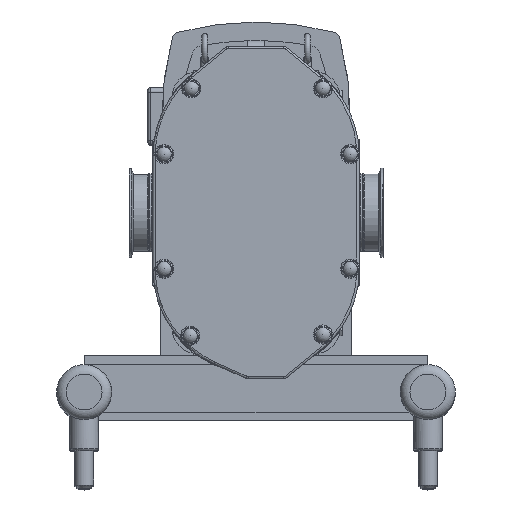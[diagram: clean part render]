
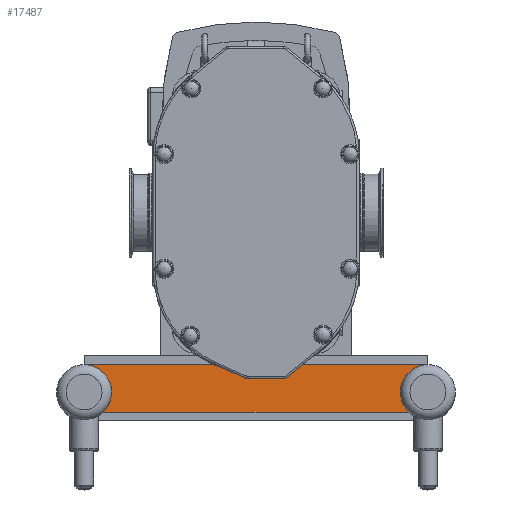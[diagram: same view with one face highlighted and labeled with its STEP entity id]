
A CAD part, top view. The second image highlights one B-rep face of the part: STEP entity #17487.
In plain terms, the highlighted planar face has unit normal (0, 0, 1).
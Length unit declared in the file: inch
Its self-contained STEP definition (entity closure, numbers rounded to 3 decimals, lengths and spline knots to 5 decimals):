
#930=CIRCLE('',#18571,1.44);
#931=CIRCLE('',#18572,1.44);
#2220=FACE_OUTER_BOUND('',#3232,.T.);
#3232=EDGE_LOOP('',(#11679,#11680,#11681,#11682,#11683,#11684));
#4347=LINE('',#26378,#5665);
#4348=LINE('',#26381,#5666);
#4349=LINE('',#26385,#5667);
#4350=LINE('',#26388,#5668);
#5665=VECTOR('',#20760,0.3937);
#5666=VECTOR('',#20763,0.3937);
#5667=VECTOR('',#20766,0.3937);
#5668=VECTOR('',#20769,0.3937);
#7013=VERTEX_POINT('',#26371);
#7015=VERTEX_POINT('',#26376);
#7016=VERTEX_POINT('',#26380);
#7017=VERTEX_POINT('',#26382);
#7018=VERTEX_POINT('',#26384);
#7019=VERTEX_POINT('',#26386);
#8865=EDGE_CURVE('',#7013,#7015,#4347,.T.);
#8866=EDGE_CURVE('',#7015,#7016,#4348,.T.);
#8867=EDGE_CURVE('',#7016,#7017,#930,.T.);
#8868=EDGE_CURVE('',#7017,#7018,#4349,.T.);
#8869=EDGE_CURVE('',#7018,#7019,#931,.T.);
#8870=EDGE_CURVE('',#7019,#7013,#4350,.T.);
#11679=ORIENTED_EDGE('',*,*,#8865,.T.);
#11680=ORIENTED_EDGE('',*,*,#8866,.T.);
#11681=ORIENTED_EDGE('',*,*,#8867,.T.);
#11682=ORIENTED_EDGE('',*,*,#8868,.T.);
#11683=ORIENTED_EDGE('',*,*,#8869,.T.);
#11684=ORIENTED_EDGE('',*,*,#8870,.T.);
#16972=PLANE('',#18570);
#17487=ADVANCED_FACE('',(#2220),#16972,.T.);
#18570=AXIS2_PLACEMENT_3D('',#26379,#20761,#20762);
#18571=AXIS2_PLACEMENT_3D('',#26383,#20764,#20765);
#18572=AXIS2_PLACEMENT_3D('',#26387,#20767,#20768);
#20760=DIRECTION('',(-1.,0.,0.));
#20761=DIRECTION('center_axis',(0.,0.,
1.));
#20762=DIRECTION('ref_axis',(1.,0.,0.));
#20763=DIRECTION('',(0.,-1.,0.));
#20764=DIRECTION('center_axis',(0.,0.,
-1.));
#20765=DIRECTION('ref_axis',(0.677,-0.736,0.));
#20766=DIRECTION('',(1.,0.,0.));
#20767=DIRECTION('center_axis',(0.,0.,
-1.));
#20768=DIRECTION('ref_axis',(-0.257,0.966,0.));
#20769=DIRECTION('',(0.,1.,0.));
#26371=CARTESIAN_POINT('',(8.6275,-7.95,-10.654));
#26376=CARTESIAN_POINT('',(-8.6225,-7.95,-10.654));
#26378=CARTESIAN_POINT('',(-0.00078,-7.95,-10.654));
#26379=CARTESIAN_POINT('Origin',(0.00093,-9.14383,
-10.654));
#26380=CARTESIAN_POINT('',(-8.6225,-7.99854,-10.654));
#26381=CARTESIAN_POINT('',(-8.6225,-7.99854,-10.654));
#26382=CARTESIAN_POINT('',(-8.02782,-10.4475,-10.654));
#26383=CARTESIAN_POINT('Origin',(-9.0025,-9.3875,-10.654));
#26384=CARTESIAN_POINT('',(8.02282,-10.4475,-10.654));
#26385=CARTESIAN_POINT('',(8.02282,-10.4475,-10.654));
#26386=CARTESIAN_POINT('',(8.6275,-7.99585,-10.654));
#26387=CARTESIAN_POINT('Origin',(8.9975,-9.3875,-10.654));
#26388=CARTESIAN_POINT('',(8.6275,-7.9475,-10.654));
